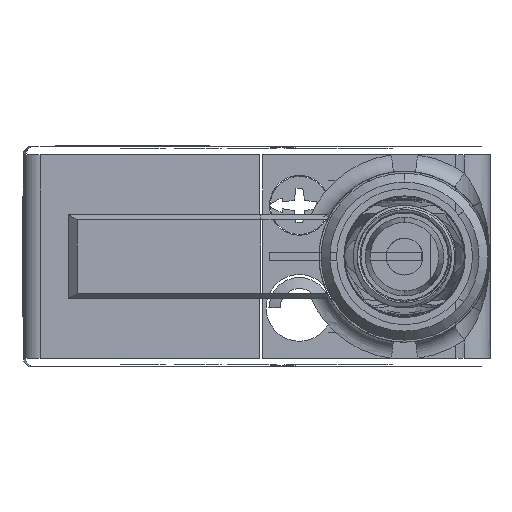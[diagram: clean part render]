
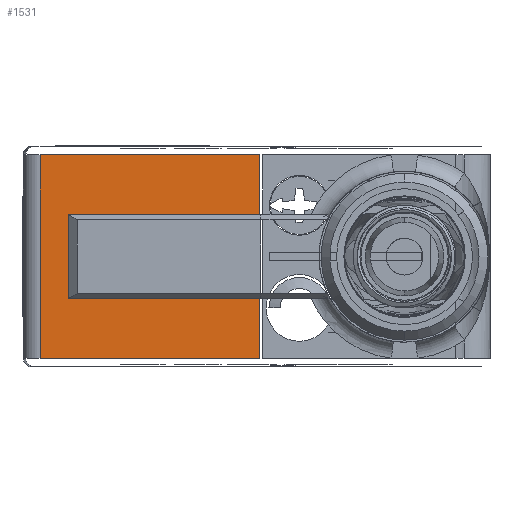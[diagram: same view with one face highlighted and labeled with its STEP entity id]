
A CAD part, front view. The second image highlights one B-rep face of the part: STEP entity #1531.
In plain terms, the highlighted planar face has unit normal (0, -1, 0).
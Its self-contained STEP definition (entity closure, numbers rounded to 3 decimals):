
#493=DIRECTION('',(0.,0.,-1.));
#494=VECTOR('',#493,7.577);
#495=CARTESIAN_POINT('',(24.8,-68.,11.9));
#496=LINE('',#495,#494);
#497=DIRECTION('',(-1.,0.,0.));
#498=VECTOR('',#497,22.3);
#499=CARTESIAN_POINT('',(24.8,-68.,4.323));
#500=LINE('',#499,#498);
#501=DIRECTION('',(0.,0.,-1.));
#502=VECTOR('',#501,8.645);
#503=CARTESIAN_POINT('',(2.5,-68.,4.323));
#504=LINE('',#503,#502);
#505=DIRECTION('',(1.,0.,0.));
#506=VECTOR('',#505,22.3);
#507=CARTESIAN_POINT('',(2.5,-68.,-4.323));
#508=LINE('',#507,#506);
#509=DIRECTION('',(0.,0.,-1.));
#510=VECTOR('',#509,7.577);
#511=CARTESIAN_POINT('',(24.8,-68.,-4.323));
#512=LINE('',#511,#510);
#513=DIRECTION('',(-1.,0.,0.));
#514=VECTOR('',#513,25.604);
#515=CARTESIAN_POINT('',(24.8,-68.,-11.9));
#516=LINE('',#515,#514);
#517=DIRECTION('',(1.,0.,0.));
#518=VECTOR('',#517,25.604);
#519=CARTESIAN_POINT('',(-0.804,-68.,11.9));
#520=LINE('',#519,#518);
#570=DIRECTION('',(0.,0.,-1.));
#571=VECTOR('',#570,23.8);
#572=CARTESIAN_POINT('',(-0.804,-68.,11.9));
#573=LINE('',#572,#571);
#1061=CARTESIAN_POINT('',(24.8,-68.,4.323));
#1062=CARTESIAN_POINT('',(24.8,-68.,11.9));
#1063=VERTEX_POINT('',#1061);
#1064=VERTEX_POINT('',#1062);
#1065=CARTESIAN_POINT('',(2.5,-68.,4.323));
#1066=VERTEX_POINT('',#1065);
#1067=CARTESIAN_POINT('',(2.5,-68.,-4.323));
#1068=VERTEX_POINT('',#1067);
#1069=CARTESIAN_POINT('',(24.8,-68.,-4.323));
#1070=VERTEX_POINT('',#1069);
#1071=CARTESIAN_POINT('',(24.8,-68.,-11.9));
#1072=VERTEX_POINT('',#1071);
#1073=CARTESIAN_POINT('',(-0.804,-68.,-11.9));
#1074=VERTEX_POINT('',#1073);
#1075=CARTESIAN_POINT('',(-0.804,-68.,11.9));
#1076=VERTEX_POINT('',#1075);
#1508=CARTESIAN_POINT('',(2.,-68.,-12.9));
#1509=DIRECTION('',(0.,-1.,0.));
#1510=DIRECTION('',(1.,0.,0.));
#1511=AXIS2_PLACEMENT_3D('',#1508,#1509,#1510);
#1512=PLANE('',#1511);
#1514=ORIENTED_EDGE('',*,*,#1513,.T.);
#1516=ORIENTED_EDGE('',*,*,#1515,.T.);
#1518=ORIENTED_EDGE('',*,*,#1517,.T.);
#1520=ORIENTED_EDGE('',*,*,#1519,.T.);
#1522=ORIENTED_EDGE('',*,*,#1521,.T.);
#1524=ORIENTED_EDGE('',*,*,#1523,.T.);
#1526=ORIENTED_EDGE('',*,*,#1525,.F.);
#1528=ORIENTED_EDGE('',*,*,#1527,.T.);
#1529=EDGE_LOOP('',(#1514,#1516,#1518,#1520,#1522,#1524,#1526,#1528));
#1530=FACE_OUTER_BOUND('',#1529,.F.);
#1531=ADVANCED_FACE('',(#1530),#1512,.T.);
#1513=EDGE_CURVE('',#1064,#1063,#496,.T.);
#1515=EDGE_CURVE('',#1063,#1066,#500,.T.);
#1517=EDGE_CURVE('',#1066,#1068,#504,.T.);
#1519=EDGE_CURVE('',#1068,#1070,#508,.T.);
#1521=EDGE_CURVE('',#1070,#1072,#512,.T.);
#1523=EDGE_CURVE('',#1072,#1074,#516,.T.);
#1525=EDGE_CURVE('',#1076,#1074,#573,.T.);
#1527=EDGE_CURVE('',#1076,#1064,#520,.T.);
